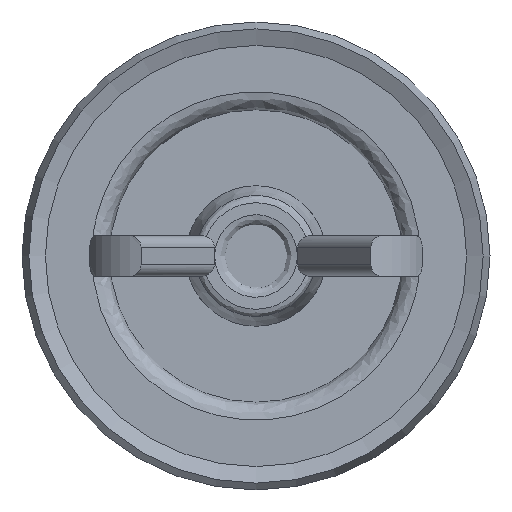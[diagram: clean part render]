
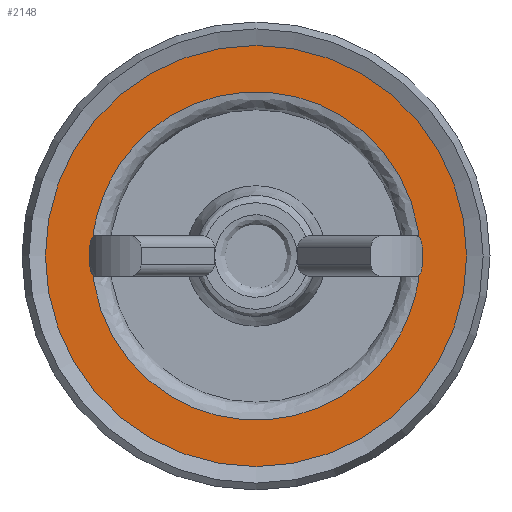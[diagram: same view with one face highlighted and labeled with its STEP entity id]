
A CAD part, front view. The second image highlights one B-rep face of the part: STEP entity #2148.
In plain terms, the highlighted planar face has unit normal (0, -1, 0).
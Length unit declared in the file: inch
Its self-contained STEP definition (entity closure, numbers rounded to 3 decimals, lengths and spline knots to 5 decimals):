
#221 =( BOUNDED_CURVE ( )  B_SPLINE_CURVE ( 3, ( #2544, #472, #2060, #1182 ),
 .UNSPECIFIED., .F., .T. ) 
 B_SPLINE_CURVE_WITH_KNOTS ( ( 4, 4 ),
 ( 0., 1. ),
 .UNSPECIFIED. ) 
 CURVE ( )  GEOMETRIC_REPRESENTATION_ITEM ( )  RATIONAL_B_SPLINE_CURVE ( ( 1., 0.333, 0.333, 1. ) ) 
 REPRESENTATION_ITEM ( '' )  );
#246 = AXIS2_PLACEMENT_3D ( 'NONE', #2811, #964, #1923 ) ;
#263 = CARTESIAN_POINT ( 'NONE',  ( -0.4386, -0.2773, 0. ) ) ;
#290 = PLANE ( 'NONE',  #246 ) ;
#369 = VERTEX_POINT ( 'NONE', #858 ) ;
#472 = CARTESIAN_POINT ( 'NONE',  ( -0.4386, -0.2773, -0.8772 ) ) ;
#580 = AXIS2_PLACEMENT_3D ( 'NONE', #2220, #1520, #1586 ) ;
#587 = CARTESIAN_POINT ( 'NONE',  ( -0.4386, -0.2773, 0.8772 ) ) ;
#600 = CARTESIAN_POINT ( 'NONE',  ( -0.4386, -0.2773, 0. ) ) ;
#614 = EDGE_CURVE ( 'NONE', #369, #369, #1504, .T. ) ;
#635 = CARTESIAN_POINT ( 'NONE',  ( 0.4386, -0.2773, 0. ) ) ;
#858 = CARTESIAN_POINT ( 'NONE',  ( 0., -0.2773, 0.5625 ) ) ;
#964 = DIRECTION ( 'NONE',  ( 0., 1., 0. ) ) ;
#1041 = EDGE_CURVE ( 'NONE', #1887, #2691, #221, .T. ) ;
#1182 = CARTESIAN_POINT ( 'NONE',  ( 0.4386, -0.2773, 0. ) ) ;
#1331 = FACE_BOUND ( 'NONE', #2954, .T. ) ;
#1504 = CIRCLE ( 'NONE', #580, 0.5625 ) ;
#1520 = DIRECTION ( 'NONE',  ( 0., 1., 0. ) ) ;
#1586 = DIRECTION ( 'NONE',  ( 0., 0., 1. ) ) ;
#1615 = ORIENTED_EDGE ( 'NONE', *, *, #2722, .F. ) ;
#1637 =( BOUNDED_CURVE ( )  B_SPLINE_CURVE ( 3, ( #2227, #2693, #587, #600 ),
 .UNSPECIFIED., .F., .F. ) 
 B_SPLINE_CURVE_WITH_KNOTS ( ( 4, 4 ),
 ( 0., 1. ),
 .UNSPECIFIED. ) 
 CURVE ( )  GEOMETRIC_REPRESENTATION_ITEM ( )  RATIONAL_B_SPLINE_CURVE ( ( 1., 0.333, 0.333, 1. ) ) 
 REPRESENTATION_ITEM ( '' )  );
#1887 = VERTEX_POINT ( 'NONE', #263 ) ;
#1923 = DIRECTION ( 'NONE',  ( 0., 0., 1. ) ) ;
#1932 = ORIENTED_EDGE ( 'NONE', *, *, #614, .F. ) ;
#2027 = EDGE_LOOP ( 'NONE', ( #1932 ) ) ;
#2060 = CARTESIAN_POINT ( 'NONE',  ( 0.4386, -0.2773, -0.8772 ) ) ;
#2148 = ADVANCED_FACE ( 'NONE', ( #1331, #2354 ), #290, .F. ) ;
#2220 = CARTESIAN_POINT ( 'NONE',  ( 0., -0.2773, 0. ) ) ;
#2227 = CARTESIAN_POINT ( 'NONE',  ( 0.4386, -0.2773, 0. ) ) ;
#2241 = ORIENTED_EDGE ( 'NONE', *, *, #1041, .F. ) ;
#2354 = FACE_OUTER_BOUND ( 'NONE', #2027, .T. ) ;
#2544 = CARTESIAN_POINT ( 'NONE',  ( -0.4386, -0.2773, 0. ) ) ;
#2691 = VERTEX_POINT ( 'NONE', #635 ) ;
#2693 = CARTESIAN_POINT ( 'NONE',  ( 0.4386, -0.2773, 0.8772 ) ) ;
#2722 = EDGE_CURVE ( 'NONE', #2691, #1887, #1637, .T. ) ;
#2811 = CARTESIAN_POINT ( 'NONE',  ( 0., -0.2773, 0. ) ) ;
#2954 = EDGE_LOOP ( 'NONE', ( #2241, #1615 ) ) ;
